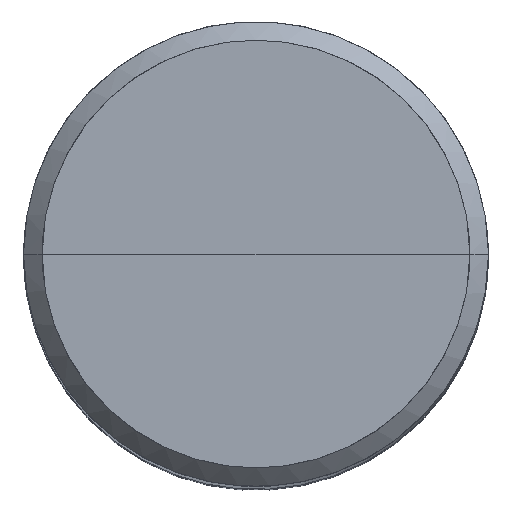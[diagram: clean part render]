
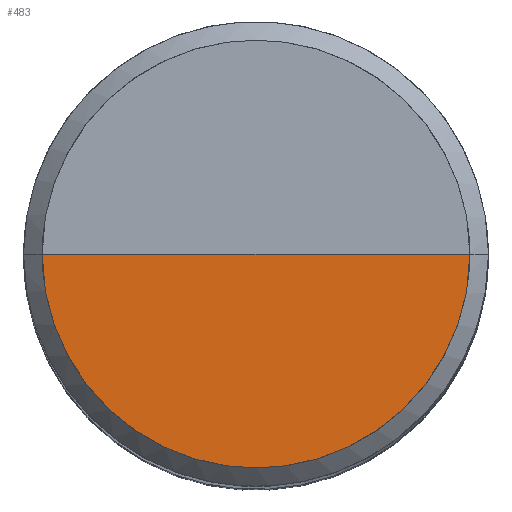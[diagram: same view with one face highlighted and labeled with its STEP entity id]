
A CAD part, top view. The second image highlights one B-rep face of the part: STEP entity #483.
In plain terms, the highlighted free-form (B-spline) face has degree [1, 2] with [2, 5] control points.
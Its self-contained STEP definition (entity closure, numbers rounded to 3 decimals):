
#126=CARTESIAN_POINT('',(-11.5,0.,75.));
#127=CARTESIAN_POINT('',(-11.5,-11.5,75.));
#128=CARTESIAN_POINT('',(0.,-11.5,75.));
#129=CARTESIAN_POINT('',(11.5,-11.5,75.));
#130=CARTESIAN_POINT('',(11.5,0.,75.));
#131=CARTESIAN_POINT('',(0.,0.,75.));
#468=(
BOUNDED_SURFACE()
B_SPLINE_SURFACE(1,2,(
(#126,#127,#128,#129,#130),
(#131,#131,#131,#131,#131)
), .UNSPECIFIED.,.F.,.F.,.F.)
B_SPLINE_SURFACE_WITH_KNOTS((2,2),(3,2,3),(
0.,1.),(
0.,0.5,1.), .UNSPECIFIED.)
GEOMETRIC_REPRESENTATION_ITEM()
RATIONAL_B_SPLINE_SURFACE(((1.,0.707,1.,0.707,1.),
(1.,0.707,1.,0.707,1.)
))
REPRESENTATION_ITEM('')
SURFACE()
);
#469=(
BOUNDED_CURVE()
B_SPLINE_CURVE(2,(#130,#129,#128,#127,#126),.UNSPECIFIED.,.F.,.F.)
B_SPLINE_CURVE_WITH_KNOTS((3,2,3),
(0.,0.5,1.),.UNSPECIFIED.)
CURVE()
GEOMETRIC_REPRESENTATION_ITEM()
RATIONAL_B_SPLINE_CURVE((1.,0.707,1.,0.707,1.))
REPRESENTATION_ITEM('')
);
#470=(
BOUNDED_CURVE()
B_SPLINE_CURVE(1,(#126,#131),.UNSPECIFIED.,.F.,.F.)
B_SPLINE_CURVE_WITH_KNOTS((2,2),
(0.,1.),.UNSPECIFIED.)
CURVE()
GEOMETRIC_REPRESENTATION_ITEM()
RATIONAL_B_SPLINE_CURVE((1.,1.))
REPRESENTATION_ITEM('')
);
#471=(
BOUNDED_CURVE()
B_SPLINE_CURVE(1,(#131,#130),.UNSPECIFIED.,.F.,.F.)
B_SPLINE_CURVE_WITH_KNOTS((2,2),
(0.,1.),.UNSPECIFIED.)
CURVE()
GEOMETRIC_REPRESENTATION_ITEM()
RATIONAL_B_SPLINE_CURVE((1.,1.))
REPRESENTATION_ITEM('')
);
#472=VERTEX_POINT('',#126);
#473=VERTEX_POINT('',#130);
#474=VERTEX_POINT('',#131);
#475=EDGE_CURVE('',#473,#472,#469,.T.);
#476=EDGE_CURVE('',#472,#474,#470,.T.);
#477=EDGE_CURVE('',#474,#473,#471,.T.);
#478=ORIENTED_EDGE('',*,*,#475,.T.);
#479=ORIENTED_EDGE('',*,*,#476,.T.);
#480=ORIENTED_EDGE('',*,*,#477,.T.);
#481=EDGE_LOOP('',(#478,#479,#480));
#482=FACE_OUTER_BOUND('',#481,.T.);
#483=ADVANCED_FACE('',(#482),#468,.T.);
